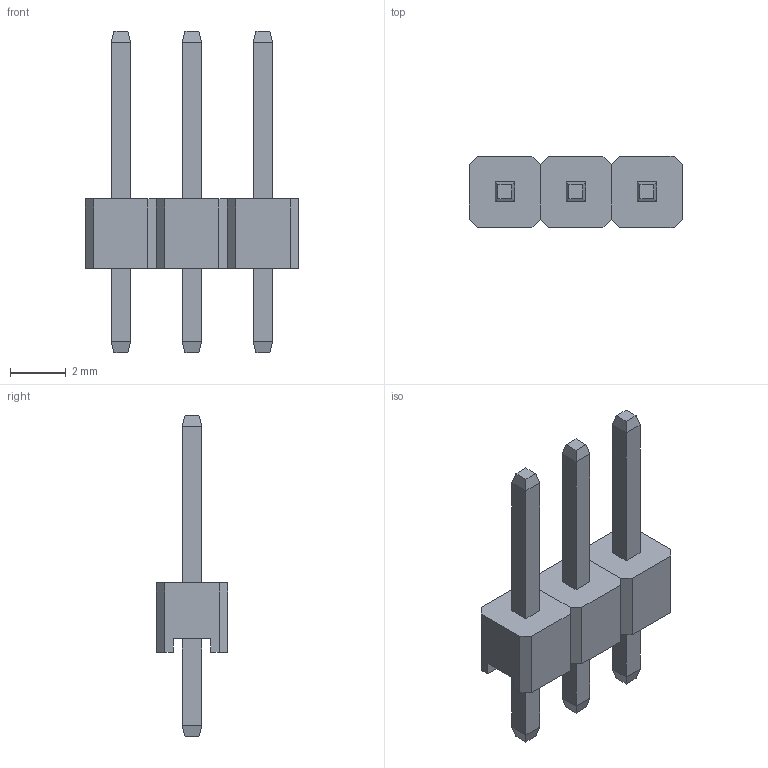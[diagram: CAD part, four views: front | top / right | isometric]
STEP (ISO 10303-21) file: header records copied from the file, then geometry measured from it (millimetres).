
FILE_DESCRIPTION (( 'STEP AP214' ), '1' );
FILE_NAME ('HDR-M-2.54_1X3.step', '2022-07-02T10:06:32', ( '' ), ( '' ), 'SwSTEP 2.0', 'SolidWorks 2020', '' );
FILE_SCHEMA (( 'AUTOMOTIVE_DESIGN' ));
Length unit declared in the file: millimetre
Products named in the file (1): HDR-M-2.54_1X3
Bounding box: 7.63 x 2.54 x 11.5 mm (x, y, z)
Volume: 55.3 mm3; surface area: 188.9 mm2
Topology: 3 solids, 3 shells, 497 faces, 1311 edges, 866 vertices
Faces by surface type: plane 357, bspline 140
Entity records: 23202 total; most frequent: CARTESIAN_POINT 6375, ORIENTED_EDGE 2622, DIRECTION 1743, EDGE_CURVE 1311, LINE 1027, VECTOR 1027, VERTEX_POINT 866, EDGE_LOOP 543
